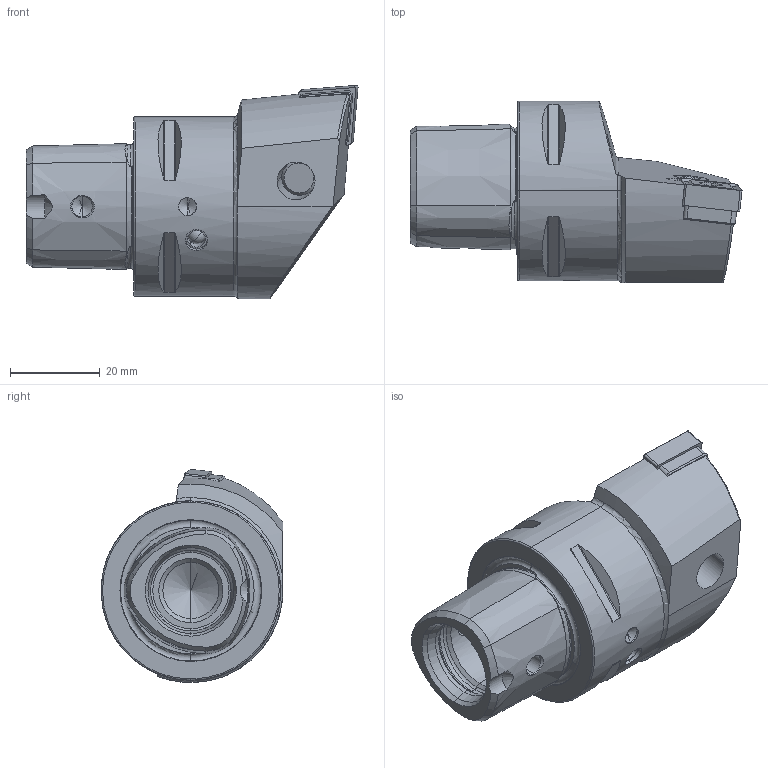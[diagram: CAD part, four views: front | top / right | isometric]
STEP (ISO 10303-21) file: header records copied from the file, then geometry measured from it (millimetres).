
FILE_DESCRIPTION (( 'STEP AP203' ), '1' );
FILE_NAME ('PS4-PCD.LLA.050.STEP', '2012-04-16T06:13:01', ( 'SwiAdmin' ), ( '' ), 'SwSTEP 2.0', 'SolidWorks 2012', '' );
FILE_SCHEMA (( 'CONFIG_CONTROL_DESIGN' ));
Length unit declared in the file: millimetre
Products named in the file (8): PS4-PCD.LLA.050; WCD-ER4.101.017_A; WCD-ER3.101.000_A; WCD-ER1.101.000; KVT_MB_600_050; CNMG120404; WCD-ER2.101.003_A; PS4-PCD.LLA.050_A
Assembly tree (7 placements, depth 2):
  PS4-PCD.LLA.050
    PS4-PCD.LLA.050_A
    WCD-ER2.101.003_A
    CNMG120404
    KVT_MB_600_050
    WCD-ER1.101.000
    WCD-ER3.101.000_A
    WCD-ER4.101.017_A
Bounding box: 74 x 40.5 x 47.5 mm (x, y, z)
Volume: 51297.9 mm3; surface area: 15289.9 mm2
Topology: 8 solids, 8 shells, 355 faces, 871 edges, 523 vertices
Faces by surface type: cone 115, plane 93, cylinder 88, torus 44, bspline 13, sphere 2
Entity records: 12325 total; most frequent: CARTESIAN_POINT 3488, ORIENTED_EDGE 1700, DIRECTION 1657, EDGE_CURVE 850, AXIS2_PLACEMENT_3D 655, VERTEX_POINT 520, EDGE_LOOP 378, FACE_OUTER_BOUND 355
